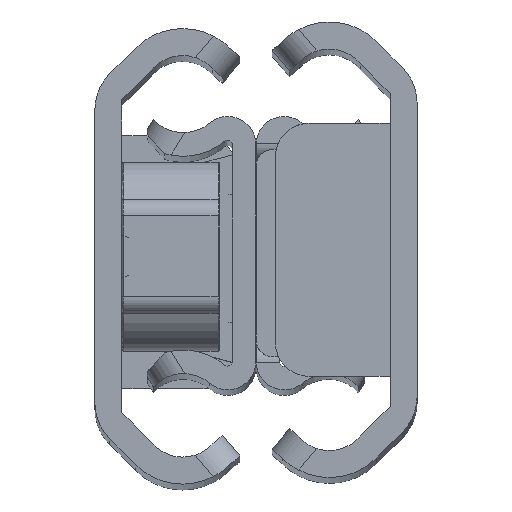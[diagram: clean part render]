
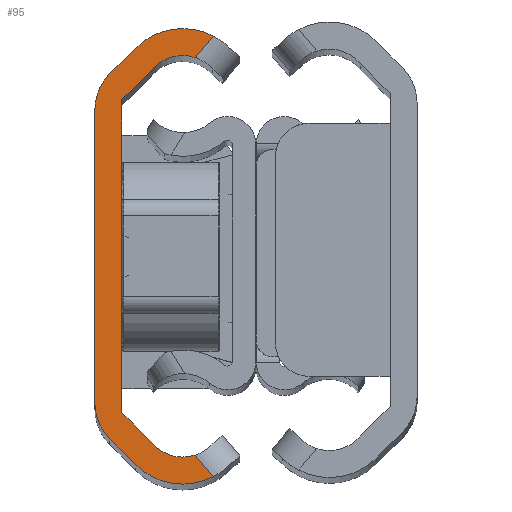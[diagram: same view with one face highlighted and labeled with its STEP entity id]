
A CAD part, top view. The second image highlights one B-rep face of the part: STEP entity #95.
In plain terms, the highlighted planar face has unit normal (0, 0, 1).
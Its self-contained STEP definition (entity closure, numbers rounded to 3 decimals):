
#31 = VERTEX_POINT ( 'NONE', #5109 ) ;
#51 = EDGE_CURVE ( 'NONE', #3267, #3685, #464, .T. ) ;
#95 = ADVANCED_FACE ( 'NONE', ( #5251 ), #1357, .T. ) ;
#101 = EDGE_CURVE ( 'NONE', #31, #1331, #6461, .T. ) ;
#197 = CIRCLE ( 'NONE', #669, 3.94 ) ;
#212 = DIRECTION ( 'NONE',  ( 1., 0., 0. ) ) ;
#230 = AXIS2_PLACEMENT_3D ( 'NONE', #1882, #3016, #212 ) ;
#379 = DIRECTION ( 'NONE',  ( -0.707, 0.707, 0. ) ) ;
#464 = CIRCLE ( 'NONE', #6932, 3.94 ) ;
#554 = DIRECTION ( 'NONE',  ( 0., 0., 1. ) ) ;
#669 = AXIS2_PLACEMENT_3D ( 'NONE', #6081, #1045, #5968 ) ;
#680 = CARTESIAN_POINT ( 'NONE',  ( -5.35, 1.683, 0. ) ) ;
#692 = CARTESIAN_POINT ( 'NONE',  ( 1.6, -9.269, 0. ) ) ;
#693 = DIRECTION ( 'NONE',  ( 1., 0., 0. ) ) ;
#901 = AXIS2_PLACEMENT_3D ( 'NONE', #4488, #554, #5701 ) ;
#986 = CIRCLE ( 'NONE', #2892, 2.38 ) ;
#1022 = CARTESIAN_POINT ( 'NONE',  ( 5.2, -9.52, 0. ) ) ;
#1028 = AXIS2_PLACEMENT_3D ( 'NONE', #4656, #4070, #6762 ) ;
#1045 = DIRECTION ( 'NONE',  ( 0., 0., 1. ) ) ;
#1122 = CARTESIAN_POINT ( 'NONE',  ( 3.207, 8.515, 0. ) ) ;
#1259 = EDGE_CURVE ( 'NONE', #6360, #31, #4720, .T. ) ;
#1285 = ORIENTED_EDGE ( 'NONE', *, *, #51, .T. ) ;
#1331 = VERTEX_POINT ( 'NONE', #4830 ) ;
#1357 = PLANE ( 'NONE',  #2590 ) ;
#1395 = DIRECTION ( 'NONE',  ( 1., 0., 0. ) ) ;
#1497 = CARTESIAN_POINT ( 'NONE',  ( 3.359, -11.028, 0. ) ) ;
#1594 = VECTOR ( 'NONE', #6834, 1000. ) ;
#1754 = LINE ( 'NONE', #1122, #5099 ) ;
#1882 = CARTESIAN_POINT ( 'NONE',  ( 5.2, 9.52, 0. ) ) ;
#2027 = DIRECTION ( 'NONE',  ( 0., 0., 1. ) ) ;
#2105 = VERTEX_POINT ( 'NONE', #3527 ) ;
#2124 = LINE ( 'NONE', #4360, #4416 ) ;
#2161 = DIRECTION ( 'NONE',  ( 0., 0., -1. ) ) ;
#2178 = EDGE_LOOP ( 'NONE', ( #4472, #6722, #2993, #3202, #4043, #3559, #3568, #5495, #1285, #3612, #2218, #6071, #4215, #2261 ) ) ;
#2192 = VERTEX_POINT ( 'NONE', #692 ) ;
#2218 = ORIENTED_EDGE ( 'NONE', *, *, #6086, .T. ) ;
#2261 = ORIENTED_EDGE ( 'NONE', *, *, #5584, .T. ) ;
#2298 = VERTEX_POINT ( 'NONE', #3808 ) ;
#2343 = DIRECTION ( 'NONE',  ( -0.643, 0.766, 0. ) ) ;
#2477 = EDGE_CURVE ( 'NONE', #1331, #3267, #1754, .T. ) ;
#2545 = CARTESIAN_POINT ( 'NONE',  ( 3., 8.689, 0. ) ) ;
#2590 = AXIS2_PLACEMENT_3D ( 'NONE', #2545, #2027, #1395 ) ;
#2622 = VECTOR ( 'NONE', #4867, 1000. ) ;
#2761 = CARTESIAN_POINT ( 'NONE',  ( 5.946, -11.78, 0. ) ) ;
#2892 = AXIS2_PLACEMENT_3D ( 'NONE', #1022, #2161, #7090 ) ;
#2934 = CARTESIAN_POINT ( 'NONE',  ( 1.6, 9.269, 0. ) ) ;
#2993 = ORIENTED_EDGE ( 'NONE', *, *, #3757, .T. ) ;
#3015 = CIRCLE ( 'NONE', #901, 3. ) ;
#3016 = DIRECTION ( 'NONE',  ( 0., 0., -1. ) ) ;
#3202 = ORIENTED_EDGE ( 'NONE', *, *, #4189, .T. ) ;
#3233 = CARTESIAN_POINT ( 'NONE',  ( 1.6, 9.269, 0. ) ) ;
#3242 = CARTESIAN_POINT ( 'NONE',  ( 7.017, 13.056, 0. ) ) ;
#3260 = DIRECTION ( 'NONE',  ( 0., -1., 0. ) ) ;
#3267 = VERTEX_POINT ( 'NONE', #3242 ) ;
#3285 = CARTESIAN_POINT ( 'NONE',  ( 2.414, -12.346, 0. ) ) ;
#3519 = EDGE_CURVE ( 'NONE', #3685, #3867, #5585, .T. ) ;
#3527 = CARTESIAN_POINT ( 'NONE',  ( 0., -8.689, 0. ) ) ;
#3556 = CARTESIAN_POINT ( 'NONE',  ( 2.414, 12.346, 0. ) ) ;
#3559 = ORIENTED_EDGE ( 'NONE', *, *, #1259, .T. ) ;
#3568 = ORIENTED_EDGE ( 'NONE', *, *, #101, .T. ) ;
#3612 = ORIENTED_EDGE ( 'NONE', *, *, #3519, .T. ) ;
#3685 = VERTEX_POINT ( 'NONE', #3556 ) ;
#3757 = EDGE_CURVE ( 'NONE', #4711, #5553, #986, .T. ) ;
#3808 = CARTESIAN_POINT ( 'NONE',  ( 7.017, -13.056, 0. ) ) ;
#3867 = VERTEX_POINT ( 'NONE', #5063 ) ;
#3917 = EDGE_CURVE ( 'NONE', #2298, #4711, #4471, .T. ) ;
#3967 = VERTEX_POINT ( 'NONE', #3991 ) ;
#3986 = DIRECTION ( 'NONE',  ( 0.643, 0.766, 0. ) ) ;
#3991 = CARTESIAN_POINT ( 'NONE',  ( 0., 8.689, 0. ) ) ;
#4043 = ORIENTED_EDGE ( 'NONE', *, *, #6539, .T. ) ;
#4070 = DIRECTION ( 'NONE',  ( 0., 0., 1. ) ) ;
#4171 = CARTESIAN_POINT ( 'NONE',  ( 3.359, 11.028, 0. ) ) ;
#4189 = EDGE_CURVE ( 'NONE', #5553, #2192, #6048, .T. ) ;
#4198 = CARTESIAN_POINT ( 'NONE',  ( 0.879, -10.811, 0. ) ) ;
#4204 = DIRECTION ( 'NONE',  ( 0., 0., 1. ) ) ;
#4215 = ORIENTED_EDGE ( 'NONE', *, *, #6570, .T. ) ;
#4360 = CARTESIAN_POINT ( 'NONE',  ( 2.414, -12.346, 0. ) ) ;
#4396 = VECTOR ( 'NONE', #2343, 1000. ) ;
#4416 = VECTOR ( 'NONE', #6604, 1000. ) ;
#4471 = LINE ( 'NONE', #680, #4396 ) ;
#4472 = ORIENTED_EDGE ( 'NONE', *, *, #7278, .T. ) ;
#4488 = CARTESIAN_POINT ( 'NONE',  ( 3., 8.689, 0. ) ) ;
#4506 = LINE ( 'NONE', #2934, #5953 ) ;
#4656 = CARTESIAN_POINT ( 'NONE',  ( 3., -8.689, 0. ) ) ;
#4711 = VERTEX_POINT ( 'NONE', #2761 ) ;
#4720 = LINE ( 'NONE', #4171, #2622 ) ;
#4830 = CARTESIAN_POINT ( 'NONE',  ( 5.946, 11.78, 0. ) ) ;
#4867 = DIRECTION ( 'NONE',  ( 0.707, 0.707, 0. ) ) ;
#4869 = VECTOR ( 'NONE', #379, 1000. ) ;
#5063 = CARTESIAN_POINT ( 'NONE',  ( 0.879, 10.811, 0. ) ) ;
#5099 = VECTOR ( 'NONE', #3986, 1000. ) ;
#5109 = CARTESIAN_POINT ( 'NONE',  ( 3.359, 11.028, 0. ) ) ;
#5251 = FACE_OUTER_BOUND ( 'NONE', #2178, .T. ) ;
#5389 = LINE ( 'NONE', #6011, #5581 ) ;
#5483 = EDGE_CURVE ( 'NONE', #3967, #2105, #5389, .T. ) ;
#5495 = ORIENTED_EDGE ( 'NONE', *, *, #2477, .T. ) ;
#5553 = VERTEX_POINT ( 'NONE', #1497 ) ;
#5581 = VECTOR ( 'NONE', #3260, 1000. ) ;
#5584 = EDGE_CURVE ( 'NONE', #6310, #6008, #2124, .T. ) ;
#5585 = LINE ( 'NONE', #6208, #1594 ) ;
#5701 = DIRECTION ( 'NONE',  ( 1., 0., 0. ) ) ;
#5731 = CARTESIAN_POINT ( 'NONE',  ( 5.2, 9.56, 0. ) ) ;
#5953 = VECTOR ( 'NONE', #6863, 1000. ) ;
#5968 = DIRECTION ( 'NONE',  ( 1., 0., 0. ) ) ;
#6008 = VERTEX_POINT ( 'NONE', #3285 ) ;
#6011 = CARTESIAN_POINT ( 'NONE',  ( 0., -8.689, 0. ) ) ;
#6048 = LINE ( 'NONE', #6529, #4869 ) ;
#6071 = ORIENTED_EDGE ( 'NONE', *, *, #5483, .T. ) ;
#6081 = CARTESIAN_POINT ( 'NONE',  ( 5.2, -9.56, 0. ) ) ;
#6086 = EDGE_CURVE ( 'NONE', #3867, #3967, #3015, .T. ) ;
#6208 = CARTESIAN_POINT ( 'NONE',  ( 2.414, 12.346, 0. ) ) ;
#6310 = VERTEX_POINT ( 'NONE', #4198 ) ;
#6360 = VERTEX_POINT ( 'NONE', #3233 ) ;
#6461 = CIRCLE ( 'NONE', #230, 2.38 ) ;
#6529 = CARTESIAN_POINT ( 'NONE',  ( 3.359, -11.028, 0. ) ) ;
#6539 = EDGE_CURVE ( 'NONE', #2192, #6360, #4506, .T. ) ;
#6543 = CIRCLE ( 'NONE', #1028, 3. ) ;
#6570 = EDGE_CURVE ( 'NONE', #2105, #6310, #6543, .T. ) ;
#6604 = DIRECTION ( 'NONE',  ( 0.707, -0.707, 0. ) ) ;
#6722 = ORIENTED_EDGE ( 'NONE', *, *, #3917, .T. ) ;
#6762 = DIRECTION ( 'NONE',  ( 1., 0., 0. ) ) ;
#6834 = DIRECTION ( 'NONE',  ( -0.707, -0.707, 0. ) ) ;
#6863 = DIRECTION ( 'NONE',  ( 0., 1., 0. ) ) ;
#6932 = AXIS2_PLACEMENT_3D ( 'NONE', #5731, #4204, #693 ) ;
#7090 = DIRECTION ( 'NONE',  ( 1., 0., 0. ) ) ;
#7278 = EDGE_CURVE ( 'NONE', #6008, #2298, #197, .T. ) ;
